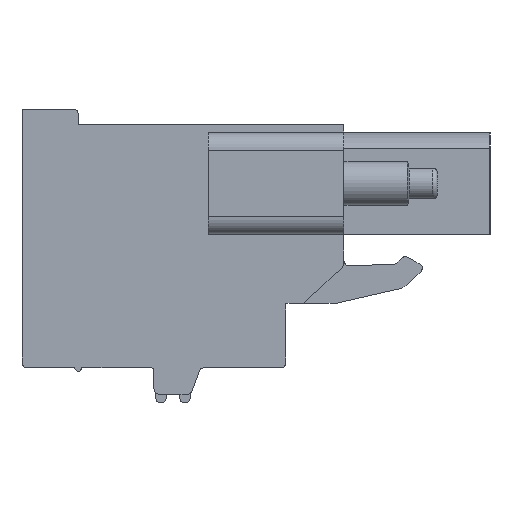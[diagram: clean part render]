
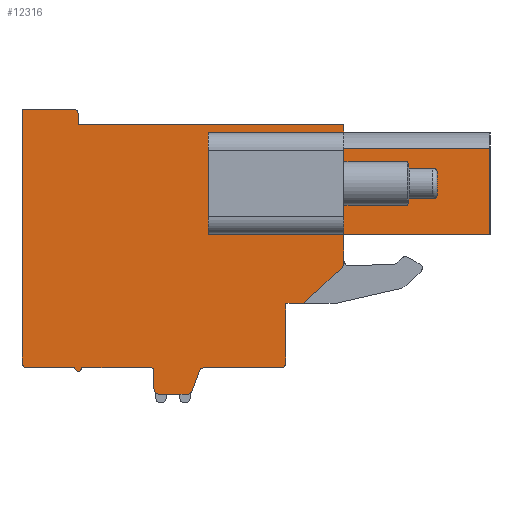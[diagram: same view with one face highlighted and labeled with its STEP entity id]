
A CAD part, left-side view. The second image highlights one B-rep face of the part: STEP entity #12316.
In plain terms, the highlighted planar face has unit normal (-1, 0, 0).
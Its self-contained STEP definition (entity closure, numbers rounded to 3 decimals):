
#1=DIRECTION('',(0.,0.,-1.));
#2=VECTOR('',#1,1.325);
#3=CARTESIAN_POINT('',(0.,-5.66,6.96));
#4=LINE('',#3,#2);
#5=DIRECTION('',(0.,1.,0.));
#6=VECTOR('',#5,8.3);
#7=CARTESIAN_POINT('',(0.,-13.96,5.635));
#8=LINE('',#7,#6);
#9=DIRECTION('',(0.,1.,0.));
#10=VECTOR('',#9,8.3);
#11=CARTESIAN_POINT('',(0.,-13.96,0.73));
#12=LINE('',#11,#10);
#13=DIRECTION('',(0.,0.,-1.));
#14=VECTOR('',#13,1.64);
#15=CARTESIAN_POINT('',(0.,-5.66,0.73));
#16=LINE('',#15,#14);
#17=CARTESIAN_POINT('',(0.,-5.36,-0.91));
#18=DIRECTION('',(1.,0.,0.));
#19=DIRECTION('',(0.,-1.,0.));
#20=AXIS2_PLACEMENT_3D('',#17,#18,#19);
#22=DIRECTION('',(0.,0.731,-0.683));
#23=VECTOR('',#22,3.018);
#24=CARTESIAN_POINT('',(0.,-5.565,-1.129));
#25=LINE('',#24,#23);
#26=DIRECTION('',(0.,1.,0.));
#27=VECTOR('',#26,1.);
#28=CARTESIAN_POINT('',(0.,-3.36,-3.19));
#29=LINE('',#28,#27);
#30=DIRECTION('',(0.,0.,-1.));
#31=VECTOR('',#30,0.5);
#32=CARTESIAN_POINT('',(0.,-2.36,-3.19));
#33=LINE('',#32,#31);
#34=DIRECTION('',(0.,0.,-1.));
#35=VECTOR('',#34,2.35);
#36=CARTESIAN_POINT('',(0.,-2.36,-3.69));
#37=LINE('',#36,#35);
#38=DIRECTION('',(0.,0.,-1.));
#39=VECTOR('',#38,0.5);
#40=CARTESIAN_POINT('',(0.,-2.36,-6.04));
#41=LINE('',#40,#39);
#42=CARTESIAN_POINT('',(0.,-2.06,-6.54));
#43=DIRECTION('',(1.,0.,0.));
#44=DIRECTION('',(0.,-1.,0.));
#45=AXIS2_PLACEMENT_3D('',#42,#43,#44);
#47=DIRECTION('',(0.,1.,0.));
#48=VECTOR('',#47,4.34);
#49=CARTESIAN_POINT('',(0.,-2.06,-6.84));
#50=LINE('',#49,#48);
#51=CARTESIAN_POINT('',(0.,2.28,-7.14));
#52=DIRECTION('',(-1.,0.,0.));
#53=DIRECTION('',(0.,0.,1.));
#54=AXIS2_PLACEMENT_3D('',#51,#52,#53);
#56=DIRECTION('',(0.,0.345,-0.939));
#57=VECTOR('',#56,1.179);
#58=CARTESIAN_POINT('',(0.,2.562,-7.037));
#59=LINE('',#58,#57);
#60=CARTESIAN_POINT('',(0.,3.25,-8.04));
#61=DIRECTION('',(1.,0.,0.));
#62=DIRECTION('',(0.,-0.939,-0.345));
#63=AXIS2_PLACEMENT_3D('',#60,#61,#62);
#65=DIRECTION('',(0.,1.,0.));
#66=VECTOR('',#65,1.59);
#67=CARTESIAN_POINT('',(0.,3.25,-8.34));
#68=LINE('',#67,#66);
#69=CARTESIAN_POINT('',(0.,4.84,-8.04));
#70=DIRECTION('',(1.,0.,0.));
#71=DIRECTION('',(0.,0.,-1.));
#72=AXIS2_PLACEMENT_3D('',#69,#70,#71);
#74=DIRECTION('',(0.,0.,1.));
#75=VECTOR('',#74,1.);
#76=CARTESIAN_POINT('',(0.,5.14,-8.04));
#77=LINE('',#76,#75);
#78=CARTESIAN_POINT('',(0.,5.34,-7.04));
#79=DIRECTION('',(-1.,0.,0.));
#80=DIRECTION('',(0.,-1.,0.));
#81=AXIS2_PLACEMENT_3D('',#78,#79,#80);
#83=DIRECTION('',(0.,1.,0.));
#84=VECTOR('',#83,3.9);
#85=CARTESIAN_POINT('',(0.,5.34,-6.84));
#86=LINE('',#85,#84);
#87=CARTESIAN_POINT('',(0.,9.44,-6.84));
#88=DIRECTION('',(1.,0.,0.));
#89=DIRECTION('',(0.,-1.,0.));
#90=AXIS2_PLACEMENT_3D('',#87,#88,#89);
#92=DIRECTION('',(0.,1.,0.));
#93=VECTOR('',#92,2.7);
#94=CARTESIAN_POINT('',(0.,9.64,-6.84));
#95=LINE('',#94,#93);
#96=CARTESIAN_POINT('',(0.,12.34,-6.54));
#97=DIRECTION('',(1.,0.,0.));
#98=DIRECTION('',(0.,0.,-1.));
#99=AXIS2_PLACEMENT_3D('',#96,#97,#98);
#101=DIRECTION('',(0.,0.,1.));
#102=VECTOR('',#101,0.5);
#103=CARTESIAN_POINT('',(0.,12.64,-6.54));
#104=LINE('',#103,#102);
#105=DIRECTION('',(0.,0.,1.));
#106=VECTOR('',#105,13.9);
#107=CARTESIAN_POINT('',(0.,12.64,-6.04));
#108=LINE('',#107,#106);
#109=DIRECTION('',(0.,-1.,0.));
#110=VECTOR('',#109,2.9);
#111=CARTESIAN_POINT('',(0.,12.64,7.86));
#112=LINE('',#111,#110);
#113=CARTESIAN_POINT('',(0.,9.74,7.56));
#114=DIRECTION('',(1.,0.,0.));
#115=DIRECTION('',(0.,0.,1.));
#116=AXIS2_PLACEMENT_3D('',#113,#114,#115);
#118=DIRECTION('',(0.,0.,-1.));
#119=VECTOR('',#118,0.6);
#120=CARTESIAN_POINT('',(0.,9.44,7.56));
#121=LINE('',#120,#119);
#122=DIRECTION('',(0.,-1.,0.));
#123=VECTOR('',#122,15.1);
#124=CARTESIAN_POINT('',(0.,9.44,6.96));
#125=LINE('',#124,#123);
#126=DIRECTION('',(0.,-1.,0.));
#127=VECTOR('',#126,6.1);
#128=CARTESIAN_POINT('',(0.,2.04,0.73));
#129=LINE('',#128,#127);
#130=DIRECTION('',(0.,0.,1.));
#131=VECTOR('',#130,5.8);
#132=CARTESIAN_POINT('',(0.,-4.06,0.73));
#133=LINE('',#132,#131);
#134=DIRECTION('',(0.,1.,0.));
#135=VECTOR('',#134,6.1);
#136=CARTESIAN_POINT('',(0.,-4.06,6.53));
#137=LINE('',#136,#135);
#7541=DIRECTION('',(0.,0.,1.));
#7542=VECTOR('',#7541,4.905);
#7543=CARTESIAN_POINT('',(0.,-13.96,0.73));
#7544=LINE('',#7543,#7542);
#9066=DIRECTION('',(0.,0.,1.));
#9067=VECTOR('',#9066,5.8);
#9068=CARTESIAN_POINT('',(0.,2.04,0.73));
#9069=LINE('',#9068,#9067);
#9327=CARTESIAN_POINT('',(0.,12.34,-6.84));
#9328=CARTESIAN_POINT('',(0.,12.64,-6.54));
#9329=VERTEX_POINT('',#9327);
#9330=VERTEX_POINT('',#9328);
#9331=CARTESIAN_POINT('',(0.,12.64,-6.04));
#9332=VERTEX_POINT('',#9331);
#9333=CARTESIAN_POINT('',(0.,12.64,7.86));
#9334=VERTEX_POINT('',#9333);
#9335=CARTESIAN_POINT('',(0.,9.74,7.86));
#9336=VERTEX_POINT('',#9335);
#9337=CARTESIAN_POINT('',(0.,9.44,7.56));
#9338=VERTEX_POINT('',#9337);
#9339=CARTESIAN_POINT('',(0.,9.44,6.96));
#9340=VERTEX_POINT('',#9339);
#9341=CARTESIAN_POINT('',(0.,-5.66,6.96));
#9342=VERTEX_POINT('',#9341);
#9343=CARTESIAN_POINT('',(0.,-5.66,-0.91));
#9344=CARTESIAN_POINT('',(0.,-5.565,-1.129));
#9345=VERTEX_POINT('',#9343);
#9346=VERTEX_POINT('',#9344);
#9347=CARTESIAN_POINT('',(0.,-3.36,-3.19));
#9348=VERTEX_POINT('',#9347);
#9349=CARTESIAN_POINT('',(0.,-2.36,-3.19));
#9350=VERTEX_POINT('',#9349);
#9351=CARTESIAN_POINT('',(0.,-2.36,-3.69));
#9352=VERTEX_POINT('',#9351);
#9353=CARTESIAN_POINT('',(0.,-2.36,-6.04));
#9354=VERTEX_POINT('',#9353);
#9355=CARTESIAN_POINT('',(0.,-2.36,-6.54));
#9356=VERTEX_POINT('',#9355);
#9357=CARTESIAN_POINT('',(0.,-2.06,-6.84));
#9358=VERTEX_POINT('',#9357);
#9359=CARTESIAN_POINT('',(0.,2.28,-6.84));
#9360=VERTEX_POINT('',#9359);
#9361=CARTESIAN_POINT('',(0.,2.562,-7.037));
#9362=VERTEX_POINT('',#9361);
#9363=CARTESIAN_POINT('',(0.,2.968,-8.143));
#9364=VERTEX_POINT('',#9363);
#9365=CARTESIAN_POINT('',(0.,3.25,-8.34));
#9366=VERTEX_POINT('',#9365);
#9367=CARTESIAN_POINT('',(0.,4.84,-8.34));
#9368=VERTEX_POINT('',#9367);
#9369=CARTESIAN_POINT('',(0.,5.14,-8.04));
#9370=VERTEX_POINT('',#9369);
#9371=CARTESIAN_POINT('',(0.,5.14,-7.04));
#9372=VERTEX_POINT('',#9371);
#9373=CARTESIAN_POINT('',(0.,5.34,-6.84));
#9374=VERTEX_POINT('',#9373);
#9375=CARTESIAN_POINT('',(0.,9.24,-6.84));
#9376=VERTEX_POINT('',#9375);
#9377=CARTESIAN_POINT('',(0.,9.64,-6.84));
#9378=VERTEX_POINT('',#9377);
#9455=CARTESIAN_POINT('',(0.,-13.96,0.73));
#9456=VERTEX_POINT('',#9455);
#9457=CARTESIAN_POINT('',(0.,-5.66,0.73));
#9458=VERTEX_POINT('',#9457);
#9683=CARTESIAN_POINT('',(0.,-13.96,5.635));
#9685=VERTEX_POINT('',#9683);
#12075=CARTESIAN_POINT('',(0.,2.04,0.73));
#12076=CARTESIAN_POINT('',(0.,2.04,6.53));
#12077=VERTEX_POINT('',#12075);
#12078=VERTEX_POINT('',#12076);
#12083=CARTESIAN_POINT('',(0.,-4.06,0.73));
#12085=VERTEX_POINT('',#12083);
#12087=CARTESIAN_POINT('',(0.,-4.06,6.53));
#12089=VERTEX_POINT('',#12087);
#12091=CARTESIAN_POINT('',(0.,-5.66,5.635));
#12092=VERTEX_POINT('',#12091);
#12239=CARTESIAN_POINT('',(0.,0.,0.));
#12240=DIRECTION('',(1.,0.,0.));
#12241=DIRECTION('',(0.,-1.,0.));
#12242=AXIS2_PLACEMENT_3D('',#12239,#12240,#12241);
#12243=PLANE('',#12242);
#12245=ORIENTED_EDGE('',*,*,#12244,.T.);
#12247=ORIENTED_EDGE('',*,*,#12246,.F.);
#12249=ORIENTED_EDGE('',*,*,#12248,.F.);
#12251=ORIENTED_EDGE('',*,*,#12250,.T.);
#12253=ORIENTED_EDGE('',*,*,#12252,.T.);
#12255=ORIENTED_EDGE('',*,*,#12254,.T.);
#12257=ORIENTED_EDGE('',*,*,#12256,.T.);
#12259=ORIENTED_EDGE('',*,*,#12258,.T.);
#12261=ORIENTED_EDGE('',*,*,#12260,.T.);
#12263=ORIENTED_EDGE('',*,*,#12262,.T.);
#12265=ORIENTED_EDGE('',*,*,#12264,.T.);
#12267=ORIENTED_EDGE('',*,*,#12266,.T.);
#12269=ORIENTED_EDGE('',*,*,#12268,.T.);
#12271=ORIENTED_EDGE('',*,*,#12270,.T.);
#12273=ORIENTED_EDGE('',*,*,#12272,.T.);
#12275=ORIENTED_EDGE('',*,*,#12274,.T.);
#12277=ORIENTED_EDGE('',*,*,#12276,.T.);
#12279=ORIENTED_EDGE('',*,*,#12278,.T.);
#12281=ORIENTED_EDGE('',*,*,#12280,.T.);
#12283=ORIENTED_EDGE('',*,*,#12282,.T.);
#12285=ORIENTED_EDGE('',*,*,#12284,.T.);
#12287=ORIENTED_EDGE('',*,*,#12286,.T.);
#12289=ORIENTED_EDGE('',*,*,#12288,.T.);
#12291=ORIENTED_EDGE('',*,*,#12290,.T.);
#12293=ORIENTED_EDGE('',*,*,#12292,.T.);
#12295=ORIENTED_EDGE('',*,*,#12294,.T.);
#12297=ORIENTED_EDGE('',*,*,#12296,.T.);
#12299=ORIENTED_EDGE('',*,*,#12298,.T.);
#12301=ORIENTED_EDGE('',*,*,#12300,.T.);
#12303=ORIENTED_EDGE('',*,*,#12302,.T.);
#12304=EDGE_LOOP('',(#12245,#12247,#12249,#12251,#12253,#12255,#12257,#12259,
#12261,#12263,#12265,#12267,#12269,#12271,#12273,#12275,#12277,#12279,#12281,
#12283,#12285,#12287,#12289,#12291,#12293,#12295,#12297,#12299,#12301,#12303));
#12305=FACE_OUTER_BOUND('',#12304,.F.);
#12307=ORIENTED_EDGE('',*,*,#12306,.T.);
#12309=ORIENTED_EDGE('',*,*,#12308,.T.);
#12311=ORIENTED_EDGE('',*,*,#12310,.T.);
#12313=ORIENTED_EDGE('',*,*,#12312,.F.);
#12314=EDGE_LOOP('',(#12307,#12309,#12311,#12313));
#12315=FACE_BOUND('',#12314,.F.);
#12316=ADVANCED_FACE('',(#12305,#12315),#12243,.F.);
#21=CIRCLE('',#20,0.3);
#46=CIRCLE('',#45,0.3);
#55=CIRCLE('',#54,0.3);
#64=CIRCLE('',#63,0.3);
#73=CIRCLE('',#72,0.3);
#82=CIRCLE('',#81,0.2);
#91=CIRCLE('',#90,0.2);
#100=CIRCLE('',#99,0.3);
#117=CIRCLE('',#116,0.3);
#12244=EDGE_CURVE('',#9342,#12092,#4,.T.);
#12246=EDGE_CURVE('',#9685,#12092,#8,.T.);
#12248=EDGE_CURVE('',#9456,#9685,#7544,.T.);
#12250=EDGE_CURVE('',#9456,#9458,#12,.T.);
#12252=EDGE_CURVE('',#9458,#9345,#16,.T.);
#12254=EDGE_CURVE('',#9345,#9346,#21,.T.);
#12256=EDGE_CURVE('',#9346,#9348,#25,.T.);
#12258=EDGE_CURVE('',#9348,#9350,#29,.T.);
#12260=EDGE_CURVE('',#9350,#9352,#33,.T.);
#12262=EDGE_CURVE('',#9352,#9354,#37,.T.);
#12264=EDGE_CURVE('',#9354,#9356,#41,.T.);
#12266=EDGE_CURVE('',#9356,#9358,#46,.T.);
#12268=EDGE_CURVE('',#9358,#9360,#50,.T.);
#12270=EDGE_CURVE('',#9360,#9362,#55,.T.);
#12272=EDGE_CURVE('',#9362,#9364,#59,.T.);
#12274=EDGE_CURVE('',#9364,#9366,#64,.T.);
#12276=EDGE_CURVE('',#9366,#9368,#68,.T.);
#12278=EDGE_CURVE('',#9368,#9370,#73,.T.);
#12280=EDGE_CURVE('',#9370,#9372,#77,.T.);
#12282=EDGE_CURVE('',#9372,#9374,#82,.T.);
#12284=EDGE_CURVE('',#9374,#9376,#86,.T.);
#12286=EDGE_CURVE('',#9376,#9378,#91,.T.);
#12288=EDGE_CURVE('',#9378,#9329,#95,.T.);
#12290=EDGE_CURVE('',#9329,#9330,#100,.T.);
#12292=EDGE_CURVE('',#9330,#9332,#104,.T.);
#12294=EDGE_CURVE('',#9332,#9334,#108,.T.);
#12296=EDGE_CURVE('',#9334,#9336,#112,.T.);
#12298=EDGE_CURVE('',#9336,#9338,#117,.T.);
#12300=EDGE_CURVE('',#9338,#9340,#121,.T.);
#12302=EDGE_CURVE('',#9340,#9342,#125,.T.);
#12306=EDGE_CURVE('',#12077,#12085,#129,.T.);
#12308=EDGE_CURVE('',#12085,#12089,#133,.T.);
#12310=EDGE_CURVE('',#12089,#12078,#137,.T.);
#12312=EDGE_CURVE('',#12077,#12078,#9069,.T.);
